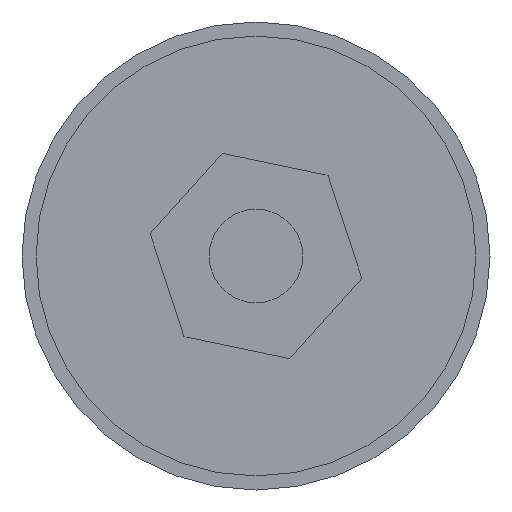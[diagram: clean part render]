
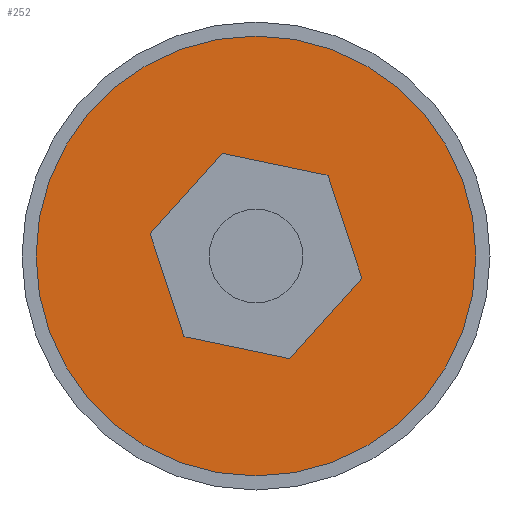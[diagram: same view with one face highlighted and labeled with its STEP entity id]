
A CAD part, front view. The second image highlights one B-rep face of the part: STEP entity #252.
In plain terms, the highlighted planar face has unit normal (0, -1, 0).
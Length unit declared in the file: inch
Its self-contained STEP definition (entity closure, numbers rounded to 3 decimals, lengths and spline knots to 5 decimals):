
#9 = VERTEX_POINT ( 'NONE', #435 ) ;
#10 = DIRECTION ( 'NONE',  ( 0., 0., -1. ) ) ;
#16 = VECTOR ( 'NONE', #496, 39.37008 ) ;
#18 = DIRECTION ( 'NONE',  ( 0.666, 0., 0.746 ) ) ;
#19 = EDGE_CURVE ( 'NONE', #152, #221, #41, .T. ) ;
#22 = DIRECTION ( 'NONE',  ( 0.979, 0., -0.204 ) ) ;
#24 = LINE ( 'NONE', #117, #299 ) ;
#27 = EDGE_CURVE ( 'NONE', #446, #9, #525, .T. ) ;
#29 = EDGE_LOOP ( 'NONE', ( #119, #459 ) ) ;
#31 = ORIENTED_EDGE ( 'NONE', *, *, #63, .F. ) ;
#41 = LINE ( 'NONE', #175, #158 ) ;
#54 = ORIENTED_EDGE ( 'NONE', *, *, #131, .F. ) ;
#58 = CARTESIAN_POINT ( 'NONE',  ( -0.15387, 0., -0.17221 ) ) ;
#63 = EDGE_CURVE ( 'NONE', #221, #427, #417, .T. ) ;
#64 = EDGE_CURVE ( 'NONE', #474, #152, #198, .T. ) ;
#65 = ORIENTED_EDGE ( 'NONE', *, *, #19, .F. ) ;
#94 = DIRECTION ( 'NONE',  ( 0., 1., 0. ) ) ;
#103 = EDGE_CURVE ( 'NONE', #444, #474, #269, .T. ) ;
#115 = CARTESIAN_POINT ( 'NONE',  ( -0.0722, 0., 0.21936 ) ) ;
#117 = CARTESIAN_POINT ( 'NONE',  ( 0.22608, 0., -0.04715 ) ) ;
#119 = ORIENTED_EDGE ( 'NONE', *, *, #145, .T. ) ;
#131 = EDGE_CURVE ( 'NONE', #341, #444, #24, .T. ) ;
#135 = DIRECTION ( 'NONE',  ( 0., -1., 0. ) ) ;
#137 = PLANE ( 'NONE',  #470 ) ;
#138 = VECTOR ( 'NONE', #18, 39.37008 ) ;
#145 = EDGE_CURVE ( 'NONE', #9, #446, #220, .T. ) ;
#151 = CARTESIAN_POINT ( 'NONE',  ( 0.0722, 0., -0.21936 ) ) ;
#152 = VERTEX_POINT ( 'NONE', #462 ) ;
#157 = DIRECTION ( 'NONE',  ( -0.979, 0., 0.204 ) ) ;
#158 = VECTOR ( 'NONE', #313, 39.37008 ) ;
#168 = CARTESIAN_POINT ( 'NONE',  ( 0.15387, 0., 0.17221 ) ) ;
#175 = CARTESIAN_POINT ( 'NONE',  ( -0.22608, 0., 0.04715 ) ) ;
#197 = CARTESIAN_POINT ( 'NONE',  ( 0.22608, 0., -0.04715 ) ) ;
#198 = LINE ( 'NONE', #236, #16 ) ;
#201 = CARTESIAN_POINT ( 'NONE',  ( 0., 0., 0. ) ) ;
#220 = CIRCLE ( 'NONE', #262, 0.47 ) ;
#221 = VERTEX_POINT ( 'NONE', #445 ) ;
#232 = FACE_OUTER_BOUND ( 'NONE', #29, .T. ) ;
#236 = CARTESIAN_POINT ( 'NONE',  ( -0.0722, 0., 0.21936 ) ) ;
#242 = VECTOR ( 'NONE', #157, 39.37008 ) ;
#252 = ADVANCED_FACE ( 'NONE', ( #447, #232 ), #137, .F. ) ;
#262 = AXIS2_PLACEMENT_3D ( 'NONE', #201, #506, #554 ) ;
#269 = LINE ( 'NONE', #483, #242 ) ;
#279 = DIRECTION ( 'NONE',  ( 0., 0., 1. ) ) ;
#292 = CARTESIAN_POINT ( 'NONE',  ( 0.0722, 0., -0.21936 ) ) ;
#298 = CARTESIAN_POINT ( 'NONE',  ( 0., 0., -0.47 ) ) ;
#299 = VECTOR ( 'NONE', #300, 39.37008 ) ;
#300 = DIRECTION ( 'NONE',  ( -0.313, 0., 0.95 ) ) ;
#312 = EDGE_CURVE ( 'NONE', #427, #341, #460, .T. ) ;
#313 = DIRECTION ( 'NONE',  ( 0.313, 0., -0.95 ) ) ;
#322 = CARTESIAN_POINT ( 'NONE',  ( 0., 0., 0. ) ) ;
#339 = EDGE_LOOP ( 'NONE', ( #346, #54, #484, #31, #65, #528 ) ) ;
#341 = VERTEX_POINT ( 'NONE', #197 ) ;
#346 = ORIENTED_EDGE ( 'NONE', *, *, #103, .F. ) ;
#417 = LINE ( 'NONE', #58, #507 ) ;
#427 = VERTEX_POINT ( 'NONE', #151 ) ;
#435 = CARTESIAN_POINT ( 'NONE',  ( 0., 0., 0.47 ) ) ;
#444 = VERTEX_POINT ( 'NONE', #168 ) ;
#445 = CARTESIAN_POINT ( 'NONE',  ( -0.15387, 0., -0.17221 ) ) ;
#446 = VERTEX_POINT ( 'NONE', #298 ) ;
#447 = FACE_BOUND ( 'NONE', #339, .T. ) ;
#459 = ORIENTED_EDGE ( 'NONE', *, *, #27, .T. ) ;
#460 = LINE ( 'NONE', #292, #138 ) ;
#462 = CARTESIAN_POINT ( 'NONE',  ( -0.22608, 0., 0.04715 ) ) ;
#470 = AXIS2_PLACEMENT_3D ( 'NONE', #322, #94, #279 ) ;
#474 = VERTEX_POINT ( 'NONE', #115 ) ;
#482 = CARTESIAN_POINT ( 'NONE',  ( 0., 0., 0. ) ) ;
#483 = CARTESIAN_POINT ( 'NONE',  ( 0.15387, 0., 0.17221 ) ) ;
#484 = ORIENTED_EDGE ( 'NONE', *, *, #312, .F. ) ;
#496 = DIRECTION ( 'NONE',  ( -0.666, 0., -0.746 ) ) ;
#506 = DIRECTION ( 'NONE',  ( 0., -1., 0. ) ) ;
#507 = VECTOR ( 'NONE', #22, 39.37008 ) ;
#525 = CIRCLE ( 'NONE', #556, 0.47 ) ;
#528 = ORIENTED_EDGE ( 'NONE', *, *, #64, .F. ) ;
#554 = DIRECTION ( 'NONE',  ( 0., 0., -1. ) ) ;
#556 = AXIS2_PLACEMENT_3D ( 'NONE', #482, #135, #10 ) ;
